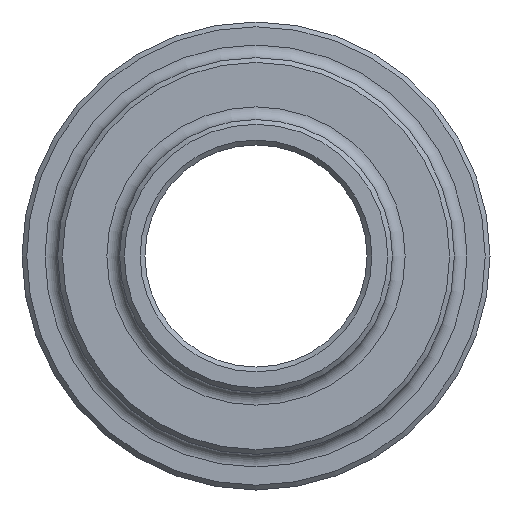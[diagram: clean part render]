
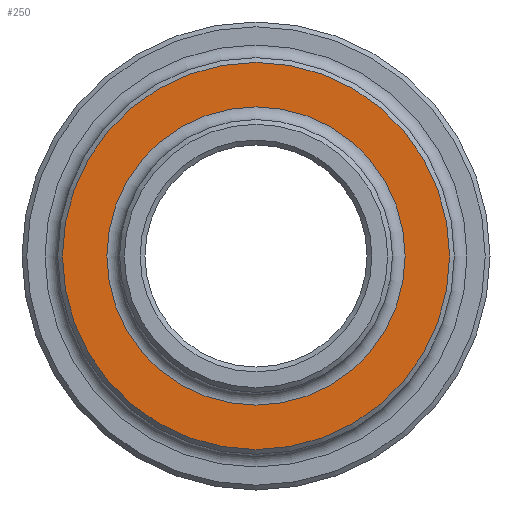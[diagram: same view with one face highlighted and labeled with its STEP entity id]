
A CAD part, left-side view. The second image highlights one B-rep face of the part: STEP entity #250.
In plain terms, the highlighted planar face has unit normal (-1, 0, 0).
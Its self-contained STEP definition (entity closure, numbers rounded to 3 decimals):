
#22=FACE_BOUND('',#53,.T.);
#26=PLANE('',#298);
#35=FACE_OUTER_BOUND('',#52,.T.);
#52=EDGE_LOOP('',(#196));
#53=EDGE_LOOP('',(#197));
#96=CIRCLE('',#297,12.2);
#97=CIRCLE('',#299,9.4);
#121=VERTEX_POINT('',#448);
#122=VERTEX_POINT('',#452);
#149=EDGE_CURVE('',#121,#121,#96,.T.);
#150=EDGE_CURVE('',#122,#122,#97,.T.);
#196=ORIENTED_EDGE('',*,*,#149,.F.);
#197=ORIENTED_EDGE('',*,*,#150,.F.);
#250=ADVANCED_FACE('',(#35,#22),#26,.T.);
#297=AXIS2_PLACEMENT_3D('',#450,#362,#363);
#298=AXIS2_PLACEMENT_3D('',#451,#364,#365);
#299=AXIS2_PLACEMENT_3D('',#453,#366,#367);
#362=DIRECTION('center_axis',(1.,0.,0.));
#363=DIRECTION('ref_axis',(0.,-1.,0.));
#364=DIRECTION('center_axis',(-1.,0.,0.));
#365=DIRECTION('ref_axis',(0.,0.,1.));
#366=DIRECTION('center_axis',(-1.,0.,0.));
#367=DIRECTION('ref_axis',(0.,-1.,0.));
#448=CARTESIAN_POINT('',(-10.5,12.2,0.));
#450=CARTESIAN_POINT('Origin',(-10.5,0.,0.));
#451=CARTESIAN_POINT('Origin',(-10.5,12.5,0.));
#452=CARTESIAN_POINT('',(-10.5,0.,9.4));
#453=CARTESIAN_POINT('Origin',(-10.5,0.,0.));
